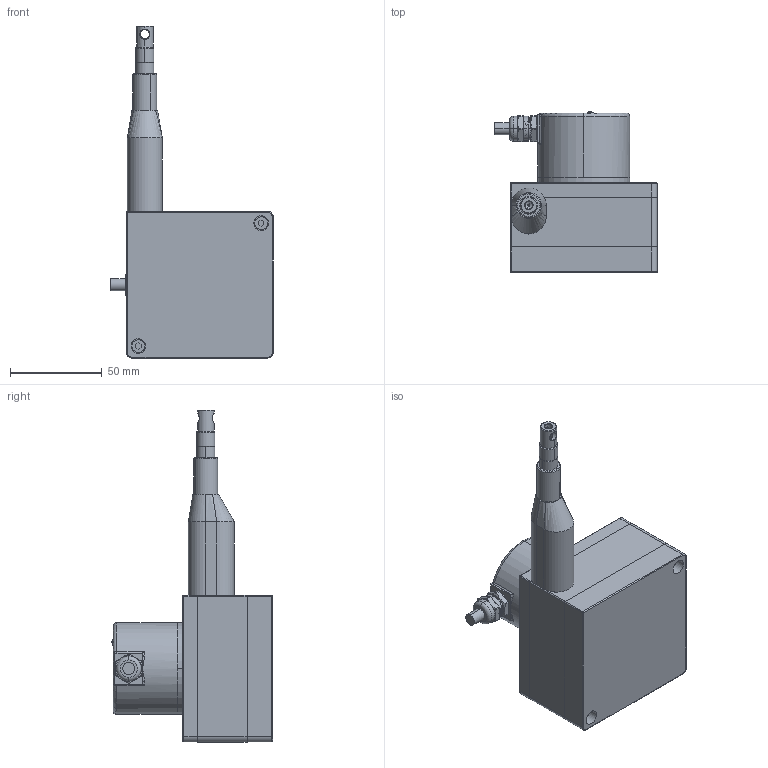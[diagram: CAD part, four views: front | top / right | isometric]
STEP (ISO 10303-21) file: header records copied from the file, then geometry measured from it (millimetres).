
FILE_DESCRIPTION(('CATIA V5 STEP Exchange'),'2;1');
FILE_NAME('FLTF81-ASM-JSCM50.stp','2026-02-04T08:02:48+00:00',('none'),('none'),'CATIA Version 5 Release 21 GA (IN-10)','CATIA V5 STEP AP203','none');
FILE_SCHEMA(('CONFIG_CONTROL_DESIGN'));
Length unit declared in the file: millimetre
Products named in the file (5): FLTF81_ASM; FLTF81_COMPONENTS; FLTF81_BOLTS; FLTF81_ACCESSORIES; LTF63_DXZ
Assembly tree (17 placements, depth 3):
  FLTF81_ASM
    FLTF81_COMPONENTS
      #66
    FLTF81_BOLTS
      #12549  x4
    FLTF81_ACCESSORIES
    LTF63_DXZ
      #13067
      #13403
    #14016
    #14773
    #16177
    #16465
    #16871
    #17315
Bounding box: 88.5 x 88 x 181 mm (x, y, z)
Volume: 336695.3 mm3; surface area: 77461.5 mm2
Topology: 12 solids, 23 shells, 541 faces, 1425 edges, 941 vertices
Faces by surface type: cylinder 174, bspline 172, plane 126, cone 39, torus 28, sphere 2
Entity records: 17722 total; most frequent: CARTESIAN_POINT 7381, ORIENTED_EDGE 2426, DIRECTION 1334, EDGE_CURVE 1319, VERTEX_POINT 875, AXIS2_PLACEMENT_3D 718, EDGE_LOOP 556, ADVANCED_FACE 493
